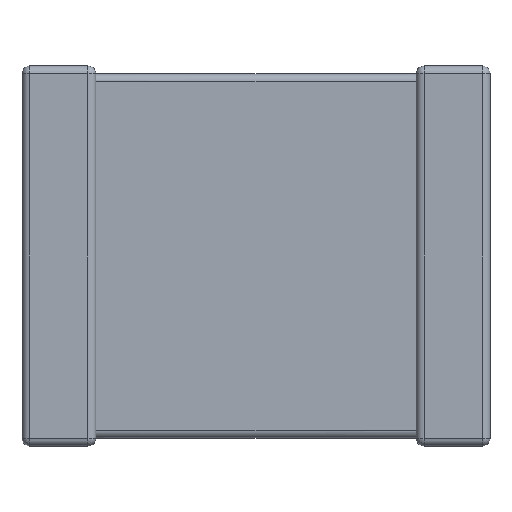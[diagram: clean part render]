
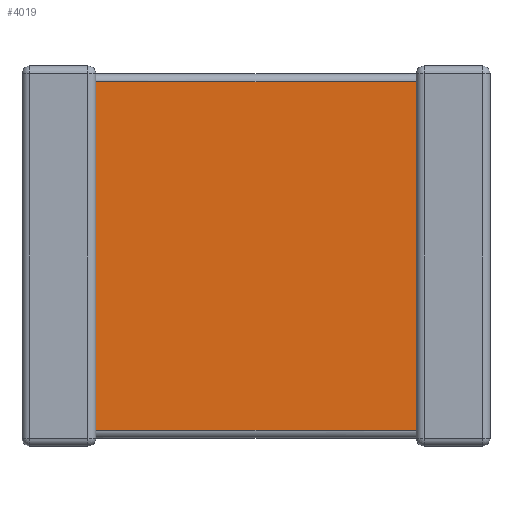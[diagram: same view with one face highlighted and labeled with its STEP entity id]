
A CAD part, front view. The second image highlights one B-rep face of the part: STEP entity #4019.
In plain terms, the highlighted planar face has unit normal (0, -1, 0).
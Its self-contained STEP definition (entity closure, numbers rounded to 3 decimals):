
#67 = CARTESIAN_POINT ( 'NONE',  ( 5.6, 0.112, -5.4 ) ) ;
#103 = ORIENTED_EDGE ( 'NONE', *, *, #3510, .F. ) ;
#149 = CARTESIAN_POINT ( 'NONE',  ( 1.05, 0.112, -5.4 ) ) ;
#406 = DIRECTION ( 'NONE',  ( 0., 0., 1. ) ) ;
#847 = VECTOR ( 'NONE', #2496, 1000. ) ;
#886 = VERTEX_POINT ( 'NONE', #2566 ) ;
#1076 = CARTESIAN_POINT ( 'NONE',  ( 1.05, 0.112, -0.225 ) ) ;
#1086 = CARTESIAN_POINT ( 'NONE',  ( 1.05, 0.112, -5.4 ) ) ;
#1354 = LINE ( 'NONE', #1076, #847 ) ;
#1387 = CARTESIAN_POINT ( 'NONE',  ( 5.6, 0.112, -0.225 ) ) ;
#1458 = EDGE_CURVE ( 'NONE', #4509, #886, #2297, .T. ) ;
#1507 = VECTOR ( 'NONE', #2943, 1000. ) ;
#1547 = LINE ( 'NONE', #149, #1507 ) ;
#1608 = DIRECTION ( 'NONE',  ( 1., 0., 0. ) ) ;
#1900 = VECTOR ( 'NONE', #1608, 1000. ) ;
#2167 = VERTEX_POINT ( 'NONE', #3528 ) ;
#2218 = VERTEX_POINT ( 'NONE', #1387 ) ;
#2297 = LINE ( 'NONE', #2682, #1900 ) ;
#2318 = VECTOR ( 'NONE', #406, 1000. ) ;
#2481 = EDGE_CURVE ( 'NONE', #2218, #2167, #1354, .T. ) ;
#2496 = DIRECTION ( 'NONE',  ( -1., 0., 0. ) ) ;
#2508 = FACE_OUTER_BOUND ( 'NONE', #2777, .T. ) ;
#2566 = CARTESIAN_POINT ( 'NONE',  ( 5.6, 0.112, -5.175 ) ) ;
#2682 = CARTESIAN_POINT ( 'NONE',  ( 5.6, 0.112, -5.175 ) ) ;
#2777 = EDGE_LOOP ( 'NONE', ( #103, #2855, #2840, #4195 ) ) ;
#2840 = ORIENTED_EDGE ( 'NONE', *, *, #3463, .T. ) ;
#2855 = ORIENTED_EDGE ( 'NONE', *, *, #1458, .T. ) ;
#2943 = DIRECTION ( 'NONE',  ( 0., 0., 1. ) ) ;
#3329 = CARTESIAN_POINT ( 'NONE',  ( 1.05, 0.112, -5.175 ) ) ;
#3463 = EDGE_CURVE ( 'NONE', #886, #2218, #3621, .T. ) ;
#3510 = EDGE_CURVE ( 'NONE', #4509, #2167, #1547, .T. ) ;
#3528 = CARTESIAN_POINT ( 'NONE',  ( 1.05, 0.112, -0.225 ) ) ;
#3556 = PLANE ( 'NONE',  #4014 ) ;
#3621 = LINE ( 'NONE', #67, #2318 ) ;
#3628 = DIRECTION ( 'NONE',  ( 0., 0., -1. ) ) ;
#3972 = DIRECTION ( 'NONE',  ( 0., -1., 0. ) ) ;
#4014 = AXIS2_PLACEMENT_3D ( 'NONE', #1086, #3972, #3628 ) ;
#4019 = ADVANCED_FACE ( 'NONE', ( #2508 ), #3556, .T. ) ;
#4195 = ORIENTED_EDGE ( 'NONE', *, *, #2481, .T. ) ;
#4509 = VERTEX_POINT ( 'NONE', #3329 ) ;
